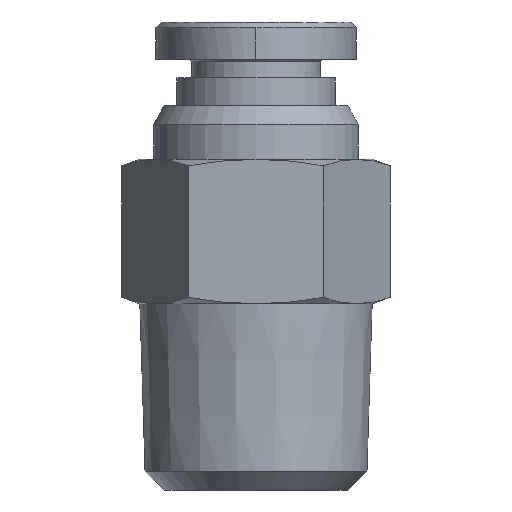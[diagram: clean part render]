
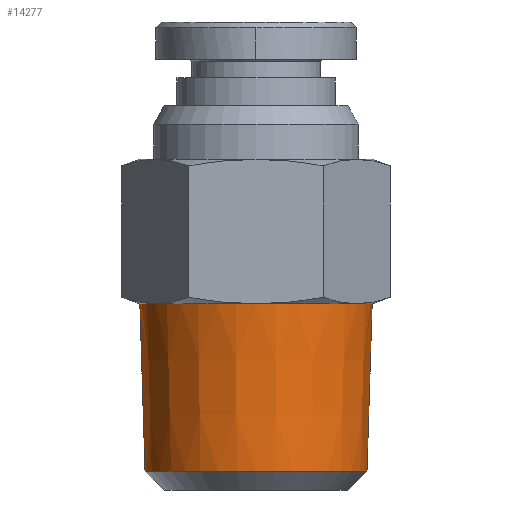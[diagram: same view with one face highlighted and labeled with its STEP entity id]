
A CAD part, left-side view. The second image highlights one B-rep face of the part: STEP entity #14277.
In plain terms, the highlighted conical face has half-angle 1.79 degrees and reference radius 4.865 mm.
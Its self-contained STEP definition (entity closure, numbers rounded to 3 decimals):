
#257=CARTESIAN_POINT('',(-4.765,0.,-5.55));
#258=VERTEX_POINT('',#257);
#259=CARTESIAN_POINT('',(-4.99,0.0,1.65));
#260=VERTEX_POINT('',#259);
#261=CARTESIAN_POINT('',(-4.765,0.,-5.55));
#262=DIRECTION('',(-0.031,0.,1.));
#263=VECTOR('',#262,7.204);
#264=LINE('',#261,#263);
#265=EDGE_CURVE('',#258,#260,#264,.T.);
#267=CARTESIAN_POINT('',(4.765,0.,-5.55));
#268=VERTEX_POINT('',#267);
#276=CARTESIAN_POINT('',(4.99,0.,1.65));
#277=VERTEX_POINT('',#276);
#278=CARTESIAN_POINT('',(4.99,0.,1.65));
#279=DIRECTION('',(-0.031,0.,-1.));
#280=VECTOR('',#279,7.204);
#281=LINE('',#278,#280);
#282=EDGE_CURVE('',#277,#268,#281,.T.);
#322=CARTESIAN_POINT('',(0.0,0.,-5.55));
#323=DIRECTION('',(0.0,0.0,-1.0));
#324=DIRECTION('',(1.0,0.0,0.0));
#325=AXIS2_PLACEMENT_3D('',#322,#323,#324);
#326=CIRCLE('',#325,4.765);
#327=EDGE_CURVE('',#258,#268,#326,.T.);
#14260=CARTESIAN_POINT('',(0.0,0.0,-2.35));
#14261=DIRECTION('',(0.0,0.0,1.0));
#14262=DIRECTION('',(-1.0,0.0,0.0));
#14263=AXIS2_PLACEMENT_3D('',#14260,#14261,#14262);
#14264=CONICAL_SURFACE('',#14263,4.865,1.79);
#14265=ORIENTED_EDGE('',*,*,#265,.T.);
#14266=CARTESIAN_POINT('',(0.0,0.0,1.65));
#14267=DIRECTION('',(0.0,0.0,1.0));
#14268=DIRECTION('',(-1.0,0.0,0.0));
#14269=AXIS2_PLACEMENT_3D('',#14266,#14267,#14268);
#14270=CIRCLE('',#14269,4.99);
#14271=EDGE_CURVE('',#277,#260,#14270,.T.);
#14272=ORIENTED_EDGE('',*,*,#14271,.F.);
#14273=ORIENTED_EDGE('',*,*,#282,.T.);
#14274=ORIENTED_EDGE('',*,*,#327,.F.);
#14275=EDGE_LOOP('',(#14265,#14272,#14273,#14274));
#14276=FACE_OUTER_BOUND('',#14275,.T.);
#14277=ADVANCED_FACE('',(#14276),#14264,.T.);
